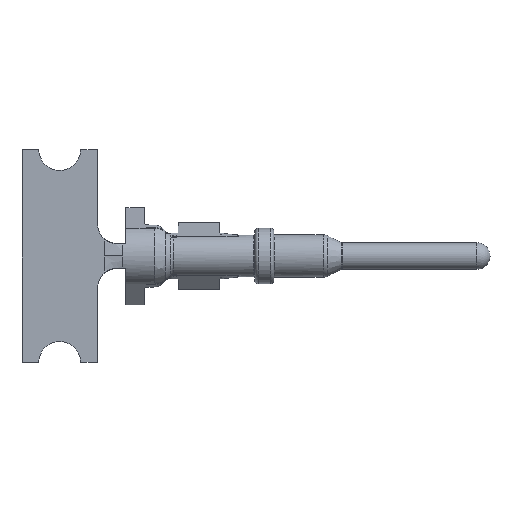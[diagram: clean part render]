
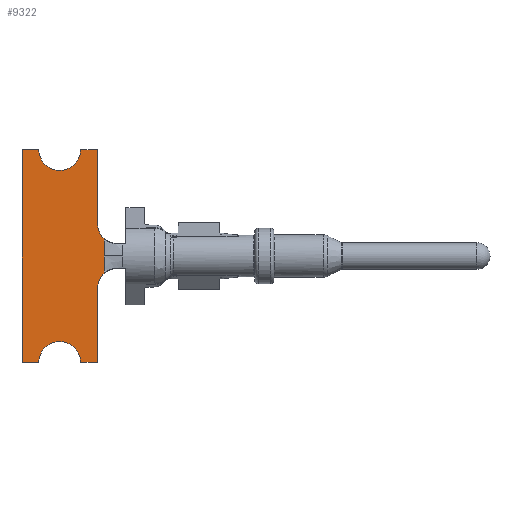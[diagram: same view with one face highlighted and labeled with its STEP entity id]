
A CAD part, top view. The second image highlights one B-rep face of the part: STEP entity #9322.
In plain terms, the highlighted planar face has unit normal (0, 0, 1).
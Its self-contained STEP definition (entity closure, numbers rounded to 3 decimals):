
#1793=CARTESIAN_POINT('',(-10.12,1.024,1.76));
#1794=CARTESIAN_POINT('',(-10.151,1.053,1.76));
#1795=CARTESIAN_POINT('',(-10.21,1.115,1.76));
#1796=CARTESIAN_POINT('',(-10.289,1.214,1.76));
#1797=CARTESIAN_POINT('',(-10.358,1.322,1.76));
#1798=CARTESIAN_POINT('',(-10.416,1.435,1.76));
#1799=CARTESIAN_POINT('',(-10.462,1.555,1.76));
#1800=CARTESIAN_POINT('',(-10.495,1.678,1.76));
#1801=CARTESIAN_POINT('',(-10.515,1.805,1.76));
#1802=CARTESIAN_POINT('',(-10.52,1.89,1.76));
#1803=CARTESIAN_POINT('',(-10.52,1.933,1.76));
#2219=CARTESIAN_POINT('',(-12.77,6.35,1.76));
#2220=DIRECTION('',(0.,0.,-1.));
#2221=DIRECTION('',(1.,0.,0.));
#2222=AXIS2_PLACEMENT_3D('',#2219,#2220,#2221);
#2224=DIRECTION('',(0.,-1.,0.));
#2225=VECTOR('',#2224,4.417);
#2226=CARTESIAN_POINT('',(-10.52,6.35,1.76));
#2227=LINE('',#2226,#2225);
#2228=DIRECTION('',(0.,1.,0.));
#2229=VECTOR('',#2228,0.274);
#2230=CARTESIAN_POINT('',(-10.12,0.75,1.76));
#2231=LINE('',#2230,#2229);
#2232=DIRECTION('',(0.,1.,0.));
#2233=VECTOR('',#2232,0.75);
#2234=CARTESIAN_POINT('',(-10.12,0.,1.76));
#2235=LINE('',#2234,#2233);
#2236=DIRECTION('',(0.,1.,0.));
#2237=VECTOR('',#2236,0.75);
#2238=CARTESIAN_POINT('',(-10.12,-0.75,1.76));
#2239=LINE('',#2238,#2237);
#2240=DIRECTION('',(0.,1.,0.));
#2241=VECTOR('',#2240,0.274);
#2242=CARTESIAN_POINT('',(-10.12,-1.024,1.76));
#2243=LINE('',#2242,#2241);
#2244=DIRECTION('',(0.,1.,0.));
#2245=VECTOR('',#2244,4.417);
#2246=CARTESIAN_POINT('',(-10.52,-6.35,1.76));
#2247=LINE('',#2246,#2245);
#2248=CARTESIAN_POINT('',(-12.77,-6.35,1.76));
#2249=DIRECTION('',(0.,0.,-1.));
#2250=DIRECTION('',(-1.,0.,0.));
#2251=AXIS2_PLACEMENT_3D('',#2248,#2249,#2250);
#2257=DIRECTION('',(-1.,0.,0.));
#2258=VECTOR('',#2257,1.);
#2259=CARTESIAN_POINT('',(-14.02,6.35,1.76));
#2260=LINE('',#2259,#2258);
#2277=DIRECTION('',(-1.,0.,0.));
#2278=VECTOR('',#2277,1.);
#2279=CARTESIAN_POINT('',(-10.52,6.35,1.76));
#2280=LINE('',#2279,#2278);
#2281=DIRECTION('',(0.,1.,0.));
#2282=VECTOR('',#2281,12.7);
#2283=CARTESIAN_POINT('',(-15.02,-6.35,1.76));
#2284=LINE('',#2283,#2282);
#2305=DIRECTION('',(-1.,0.,0.));
#2306=VECTOR('',#2305,1.);
#2307=CARTESIAN_POINT('',(-14.02,-6.35,1.76));
#2308=LINE('',#2307,#2306);
#2313=DIRECTION('',(-1.,0.,0.));
#2314=VECTOR('',#2313,1.);
#2315=CARTESIAN_POINT('',(-10.52,-6.35,1.76));
#2316=LINE('',#2315,#2314);
#2346=CARTESIAN_POINT('',(-10.52,-1.933,
1.76));
#2347=CARTESIAN_POINT('',(-10.52,-1.884,
1.76));
#2348=CARTESIAN_POINT('',(-10.514,-1.792,
1.76));
#2349=CARTESIAN_POINT('',(-10.493,-1.671,
1.76));
#2350=CARTESIAN_POINT('',(-10.464,-1.565,1.76));
#2351=CARTESIAN_POINT('',(-10.43,-1.472,1.76));
#2352=CARTESIAN_POINT('',(-10.393,-1.39,1.76));
#2353=CARTESIAN_POINT('',(-10.354,-1.317,1.76));
#2354=CARTESIAN_POINT('',(-10.313,-1.252,1.76));
#2355=CARTESIAN_POINT('',(-10.273,-1.195,1.76));
#2356=CARTESIAN_POINT('',(-10.234,-1.145,1.76));
#2357=CARTESIAN_POINT('',(-10.195,-1.1,1.76));
#2358=CARTESIAN_POINT('',(-10.156,-1.06,1.76));
#2359=CARTESIAN_POINT('',(-10.132,-1.035,1.76));
#2360=CARTESIAN_POINT('',(-10.12,-1.024,1.76));
#2432=CARTESIAN_POINT('',(-10.12,1.024,1.76));
#4151=CARTESIAN_POINT('',(-15.02,-6.35,1.76));
#4152=CARTESIAN_POINT('',(-15.02,6.35,1.76));
#4153=VERTEX_POINT('',#4151);
#4154=VERTEX_POINT('',#4152);
#4160=CARTESIAN_POINT('',(-10.12,0.,1.76));
#4161=VERTEX_POINT('',#4160);
#4171=CARTESIAN_POINT('',(-10.52,6.35,1.76));
#4173=VERTEX_POINT('',#4171);
#4175=CARTESIAN_POINT('',(-10.52,-6.35,1.76));
#4177=VERTEX_POINT('',#4175);
#4179=CARTESIAN_POINT('',(-10.52,-1.933,
1.76));
#4180=VERTEX_POINT('',#4179);
#4181=CARTESIAN_POINT('',(-10.52,1.933,1.76));
#4182=VERTEX_POINT('',#4181);
#4191=VERTEX_POINT('',#2360);
#4196=CARTESIAN_POINT('',(-10.12,0.75,1.76));
#4197=VERTEX_POINT('',#4196);
#4198=CARTESIAN_POINT('',(-10.12,-0.75,1.76));
#4199=VERTEX_POINT('',#4198);
#4206=VERTEX_POINT('',#2432);
#4207=CARTESIAN_POINT('',(-11.52,6.35,1.76));
#4208=CARTESIAN_POINT('',(-14.02,6.35,1.76));
#4209=VERTEX_POINT('',#4207);
#4210=VERTEX_POINT('',#4208);
#4211=CARTESIAN_POINT('',(-14.02,-6.35,1.76));
#4212=CARTESIAN_POINT('',(-11.52,-6.35,1.76));
#4213=VERTEX_POINT('',#4211);
#4214=VERTEX_POINT('',#4212);
#9287=CARTESIAN_POINT('',(-10.12,-6.35,1.76));
#9288=DIRECTION('',(0.,0.,-1.));
#9289=DIRECTION('',(-1.,0.,0.));
#9290=AXIS2_PLACEMENT_3D('',#9287,#9288,#9289);
#9291=PLANE('',#9290);
#9292=ORIENTED_EDGE('',*,*,#9277,.F.);
#9294=ORIENTED_EDGE('',*,*,#9293,.F.);
#9296=ORIENTED_EDGE('',*,*,#9295,.T.);
#9297=ORIENTED_EDGE('',*,*,#9015,.F.);
#9299=ORIENTED_EDGE('',*,*,#9298,.F.);
#9301=ORIENTED_EDGE('',*,*,#9300,.F.);
#9303=ORIENTED_EDGE('',*,*,#9302,.F.);
#9305=ORIENTED_EDGE('',*,*,#9304,.F.);
#9307=ORIENTED_EDGE('',*,*,#9306,.F.);
#9309=ORIENTED_EDGE('',*,*,#9308,.F.);
#9311=ORIENTED_EDGE('',*,*,#9310,.T.);
#9313=ORIENTED_EDGE('',*,*,#9312,.F.);
#9315=ORIENTED_EDGE('',*,*,#9314,.T.);
#9317=ORIENTED_EDGE('',*,*,#9316,.T.);
#9319=ORIENTED_EDGE('',*,*,#9318,.F.);
#9320=EDGE_LOOP('',(#9292,#9294,#9296,#9297,#9299,#9301,#9303,#9305,#9307,#9309,
#9311,#9313,#9315,#9317,#9319));
#9321=FACE_OUTER_BOUND('',#9320,.F.);
#9322=ADVANCED_FACE('',(#9321),#9291,.F.);
#1804=B_SPLINE_CURVE_WITH_KNOTS('',3,(#1793,#1794,#1795,#1796,#1797,#1798,#1799,
#1800,#1801,#1802,#1803),.UNSPECIFIED.,.F.,.F.,(4,1,1,1,1,1,1,1,4),(0.,
0.125,0.25,0.375,0.5,0.625,0.75,0.875,1.),.UNSPECIFIED.);
#2223=CIRCLE('',#2222,1.25);
#2252=CIRCLE('',#2251,1.25);
#2361=B_SPLINE_CURVE_WITH_KNOTS('',3,(#2346,#2347,#2348,#2349,#2350,#2351,#2352,
#2353,#2354,#2355,#2356,#2357,#2358,#2359,#2360),.UNSPECIFIED.,.F.,.F.,(4,1,1,1,
1,1,1,1,1,1,1,1,4),(0.,0.083,0.167,0.25,
0.333,0.417,0.5,0.583,0.667,
0.75,0.833,0.917,1.),.UNSPECIFIED.);
#9015=EDGE_CURVE('',#4206,#4182,#1804,.T.);
#9277=EDGE_CURVE('',#4209,#4210,#2223,.T.);
#9293=EDGE_CURVE('',#4173,#4209,#2280,.T.);
#9295=EDGE_CURVE('',#4173,#4182,#2227,.T.);
#9298=EDGE_CURVE('',#4197,#4206,#2231,.T.);
#9300=EDGE_CURVE('',#4161,#4197,#2235,.T.);
#9302=EDGE_CURVE('',#4199,#4161,#2239,.T.);
#9304=EDGE_CURVE('',#4191,#4199,#2243,.T.);
#9306=EDGE_CURVE('',#4180,#4191,#2361,.T.);
#9308=EDGE_CURVE('',#4177,#4180,#2247,.T.);
#9310=EDGE_CURVE('',#4177,#4214,#2316,.T.);
#9312=EDGE_CURVE('',#4213,#4214,#2252,.T.);
#9314=EDGE_CURVE('',#4213,#4153,#2308,.T.);
#9316=EDGE_CURVE('',#4153,#4154,#2284,.T.);
#9318=EDGE_CURVE('',#4210,#4154,#2260,.T.);
